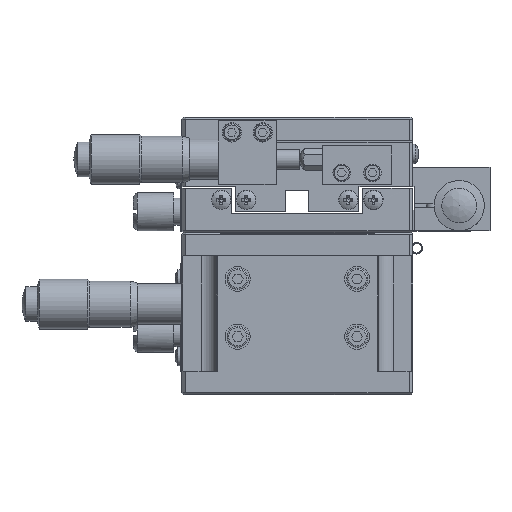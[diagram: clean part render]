
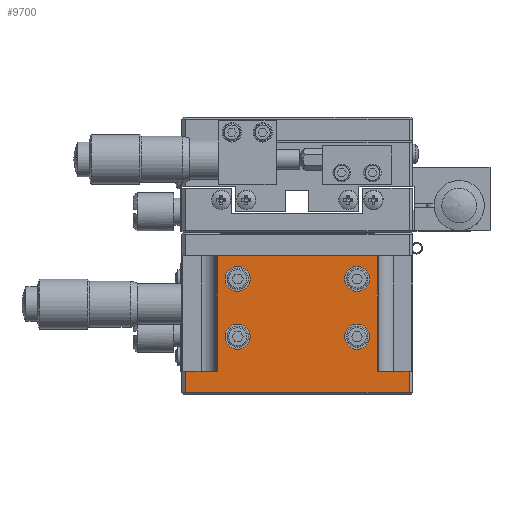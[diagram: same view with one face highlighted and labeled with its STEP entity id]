
A CAD part, top view. The second image highlights one B-rep face of the part: STEP entity #9700.
In plain terms, the highlighted face is planar.
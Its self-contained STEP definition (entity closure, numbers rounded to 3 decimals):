
#2108=LINE('',#64341,#4651);
#2113=LINE('',#64351,#4656);
#2127=LINE('',#64387,#4670);
#2243=LINE('',#64734,#4786);
#2244=LINE('',#64736,#4787);
#2245=LINE('',#64738,#4788);
#2246=LINE('',#64740,#4789);
#2247=LINE('',#64741,#4790);
#4651=VECTOR('',#48608,1.);
#4656=VECTOR('',#48615,1.);
#4670=VECTOR('',#48641,1.);
#4786=VECTOR('',#48945,1.);
#4787=VECTOR('',#48946,1.);
#4788=VECTOR('',#48947,1.);
#4789=VECTOR('',#48948,1.);
#4790=VECTOR('',#48949,1.);
#8037=FACE_BOUND('',#15705,.T.);
#8038=FACE_BOUND('',#15706,.T.);
#8039=FACE_BOUND('',#15707,.T.);
#8040=FACE_BOUND('',#15708,.T.);
#8041=FACE_BOUND('',#15709,.T.);
#9700=ADVANCED_FACE('',(#8037,#8038,#8039,#8040,#8041),#11578,.F.);
#11578=PLANE('',#41435);
#15705=EDGE_LOOP('',(#23359,#23360,#23361,#23362,#23363,#23364,#23365,#23366));
#15706=EDGE_LOOP('',(#23367,#23368));
#15707=EDGE_LOOP('',(#23369,#23370));
#15708=EDGE_LOOP('',(#23371,#23372));
#15709=EDGE_LOOP('',(#23373,#23374));
#23359=ORIENTED_EDGE('',*,*,#35043,.F.);
#23360=ORIENTED_EDGE('',*,*,#35243,.T.);
#23361=ORIENTED_EDGE('',*,*,#35244,.F.);
#23362=ORIENTED_EDGE('',*,*,#35245,.F.);
#23363=ORIENTED_EDGE('',*,*,#35246,.F.);
#23364=ORIENTED_EDGE('',*,*,#35066,.F.);
#23365=ORIENTED_EDGE('',*,*,#35247,.F.);
#23366=ORIENTED_EDGE('',*,*,#35048,.F.);
#23367=ORIENTED_EDGE('',*,*,#35248,.F.);
#23368=ORIENTED_EDGE('',*,*,#35249,.F.);
#23369=ORIENTED_EDGE('',*,*,#35250,.F.);
#23370=ORIENTED_EDGE('',*,*,#35251,.F.);
#23371=ORIENTED_EDGE('',*,*,#35252,.F.);
#23372=ORIENTED_EDGE('',*,*,#35253,.F.);
#23373=ORIENTED_EDGE('',*,*,#35254,.F.);
#23374=ORIENTED_EDGE('',*,*,#35255,.F.);
#30277=VERTEX_POINT('',#64342);
#30278=VERTEX_POINT('',#64343);
#30281=VERTEX_POINT('',#64352);
#30296=VERTEX_POINT('',#64386);
#30297=VERTEX_POINT('',#64388);
#30434=VERTEX_POINT('',#64735);
#30435=VERTEX_POINT('',#64737);
#30436=VERTEX_POINT('',#64739);
#30437=VERTEX_POINT('',#64743);
#30438=VERTEX_POINT('',#64744);
#30439=VERTEX_POINT('',#64747);
#30440=VERTEX_POINT('',#64748);
#30441=VERTEX_POINT('',#64751);
#30442=VERTEX_POINT('',#64752);
#30443=VERTEX_POINT('',#64755);
#30444=VERTEX_POINT('',#64756);
#35043=EDGE_CURVE('',#30277,#30278,#2108,.T.);
#35048=EDGE_CURVE('',#30278,#30281,#2113,.T.);
#35066=EDGE_CURVE('',#30296,#30297,#2127,.T.);
#35243=EDGE_CURVE('',#30277,#30434,#2243,.T.);
#35244=EDGE_CURVE('',#30435,#30434,#2244,.T.);
#35245=EDGE_CURVE('',#30436,#30435,#2245,.T.);
#35246=EDGE_CURVE('',#30297,#30436,#2246,.T.);
#35247=EDGE_CURVE('',#30281,#30296,#2247,.T.);
#35248=EDGE_CURVE('',#30437,#30438,#38572,.T.);
#35249=EDGE_CURVE('',#30438,#30437,#38573,.T.);
#35250=EDGE_CURVE('',#30439,#30440,#38574,.T.);
#35251=EDGE_CURVE('',#30440,#30439,#38575,.T.);
#35252=EDGE_CURVE('',#30441,#30442,#38576,.T.);
#35253=EDGE_CURVE('',#30442,#30441,#38577,.T.);
#35254=EDGE_CURVE('',#30443,#30444,#38578,.T.);
#35255=EDGE_CURVE('',#30444,#30443,#38579,.T.);
#38572=CIRCLE('',#41427,3.25);
#38573=CIRCLE('',#41428,3.25);
#38574=CIRCLE('',#41429,3.25);
#38575=CIRCLE('',#41430,3.25);
#38576=CIRCLE('',#41431,3.25);
#38577=CIRCLE('',#41432,3.25);
#38578=CIRCLE('',#41433,3.25);
#38579=CIRCLE('',#41434,3.25);
#41427=AXIS2_PLACEMENT_3D('',#64742,#48950,#48951);
#41428=AXIS2_PLACEMENT_3D('',#64745,#48952,#48953);
#41429=AXIS2_PLACEMENT_3D('',#64746,#48954,#48955);
#41430=AXIS2_PLACEMENT_3D('',#64749,#48956,#48957);
#41431=AXIS2_PLACEMENT_3D('',#64750,#48958,#48959);
#41432=AXIS2_PLACEMENT_3D('',#64753,#48960,#48961);
#41433=AXIS2_PLACEMENT_3D('',#64754,#48962,#48963);
#41434=AXIS2_PLACEMENT_3D('',#64757,#48964,#48965);
#41435=AXIS2_PLACEMENT_3D('',#64758,#48966,#48967);
#48608=DIRECTION('',(0.,0.,-1.));
#48615=DIRECTION('',(-1.,0.,0.));
#48641=DIRECTION('',(-1.,0.,0.));
#48945=DIRECTION('',(-1.,0.,0.));
#48946=DIRECTION('',(0.,0.,1.));
#48947=DIRECTION('',(-1.,0.,0.));
#48948=DIRECTION('',(0.,0.,1.));
#48949=DIRECTION('',(0.,0.,-1.));
#48950=DIRECTION('',(0.,-1.,0.));
#48951=DIRECTION('',(1.,0.,0.));
#48952=DIRECTION('',(0.,-1.,0.));
#48953=DIRECTION('',(1.,0.,0.));
#48954=DIRECTION('',(0.,-1.,0.));
#48955=DIRECTION('',(1.,0.,0.));
#48956=DIRECTION('',(0.,-1.,0.));
#48957=DIRECTION('',(1.,0.,0.));
#48958=DIRECTION('',(0.,-1.,0.));
#48959=DIRECTION('',(1.,0.,0.));
#48960=DIRECTION('',(0.,-1.,0.));
#48961=DIRECTION('',(1.,0.,0.));
#48962=DIRECTION('',(0.,-1.,0.));
#48963=DIRECTION('',(1.,0.,0.));
#48964=DIRECTION('',(0.,-1.,0.));
#48965=DIRECTION('',(1.,0.,0.));
#48966=DIRECTION('',(0.,1.,0.));
#48967=DIRECTION('',(1.,0.,0.));
#64341=CARTESIAN_POINT('',(-41.,-100.,68.75));
#64342=CARTESIAN_POINT('',(-41.,-100.,71.5));
#64343=CARTESIAN_POINT('',(-41.,-100.,66.));
#64351=CARTESIAN_POINT('',(-45.15,-100.,66.));
#64352=CARTESIAN_POINT('',(-49.3,-100.,66.));
#64386=CARTESIAN_POINT('',(-49.3,-100.,36.));
#64387=CARTESIAN_POINT('',(-70.,-100.,36.));
#64388=CARTESIAN_POINT('',(-90.7,-100.,36.));
#64734=CARTESIAN_POINT('',(-70.,-100.,71.5));
#64735=CARTESIAN_POINT('',(-99.,-100.,71.5));
#64736=CARTESIAN_POINT('',(-99.,-100.,68.75));
#64737=CARTESIAN_POINT('',(-99.,-100.,66.));
#64738=CARTESIAN_POINT('',(-94.85,-100.,66.));
#64739=CARTESIAN_POINT('',(-90.7,-100.,66.));
#64740=CARTESIAN_POINT('',(-90.7,-100.,51.));
#64741=CARTESIAN_POINT('',(-49.3,-100.,51.));
#64742=CARTESIAN_POINT('',(-85.5,-100.,57.));
#64743=CARTESIAN_POINT('',(-82.25,-100.,57.));
#64744=CARTESIAN_POINT('',(-88.75,-100.,57.));
#64745=CARTESIAN_POINT('',(-85.5,-100.,57.));
#64746=CARTESIAN_POINT('',(-85.5,-100.,42.));
#64747=CARTESIAN_POINT('',(-82.25,-100.,42.));
#64748=CARTESIAN_POINT('',(-88.75,-100.,42.));
#64749=CARTESIAN_POINT('',(-85.5,-100.,42.));
#64750=CARTESIAN_POINT('',(-54.5,-100.,57.));
#64751=CARTESIAN_POINT('',(-51.25,-100.,57.));
#64752=CARTESIAN_POINT('',(-57.75,-100.,57.));
#64753=CARTESIAN_POINT('',(-54.5,-100.,57.));
#64754=CARTESIAN_POINT('',(-54.5,-100.,42.));
#64755=CARTESIAN_POINT('',(-51.25,-100.,42.));
#64756=CARTESIAN_POINT('',(-57.75,-100.,42.));
#64757=CARTESIAN_POINT('',(-54.5,-100.,42.));
#64758=CARTESIAN_POINT('',(-41.,-100.,36.));
